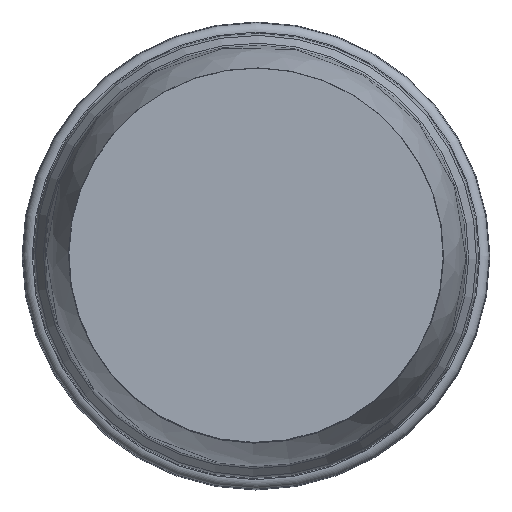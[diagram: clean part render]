
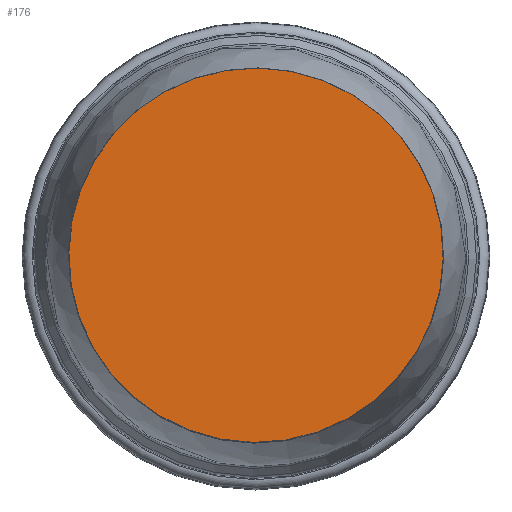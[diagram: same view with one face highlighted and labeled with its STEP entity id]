
A CAD part, top view. The second image highlights one B-rep face of the part: STEP entity #176.
In plain terms, the highlighted planar face has unit normal (0, 0, 1).
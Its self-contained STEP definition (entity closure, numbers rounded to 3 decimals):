
#104=FACE_OUTER_BOUND('',#286,.T.);
#176=ADVANCED_FACE('',(#104),#182,.F.);
#182=PLANE('',#493);
#286=EDGE_LOOP('',(#348));
#348=ORIENTED_EDGE('',*,*,#405,.T.);
#374=VERTEX_POINT('',#722);
#405=EDGE_CURVE('',#374,#374,#433,.T.);
#433=CIRCLE('',#485,16.);
#485=AXIS2_PLACEMENT_3D('',#721,#590,#591);
#493=AXIS2_PLACEMENT_3D('',#738,#607,#608);
#590=DIRECTION('',(0.,0.,1.));
#591=DIRECTION('',(0.158,-0.987,0.));
#607=DIRECTION('',(0.,0.,-1.));
#608=DIRECTION('',(0.158,-0.987,0.));
#721=CARTESIAN_POINT('',(0.,0.,0.));
#722=CARTESIAN_POINT('',(2.534,-15.798,0.));
#738=CARTESIAN_POINT('',(0.,0.,0.));
